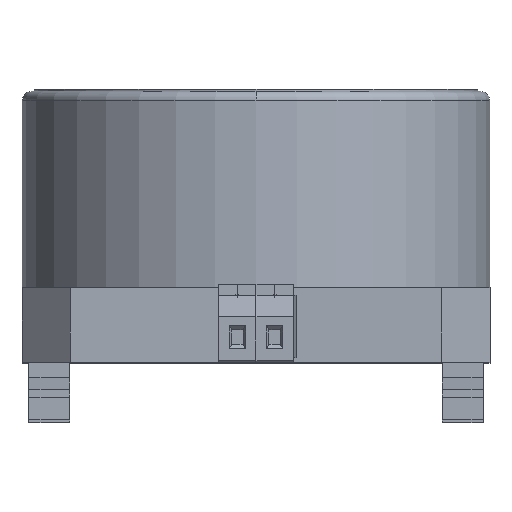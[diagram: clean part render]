
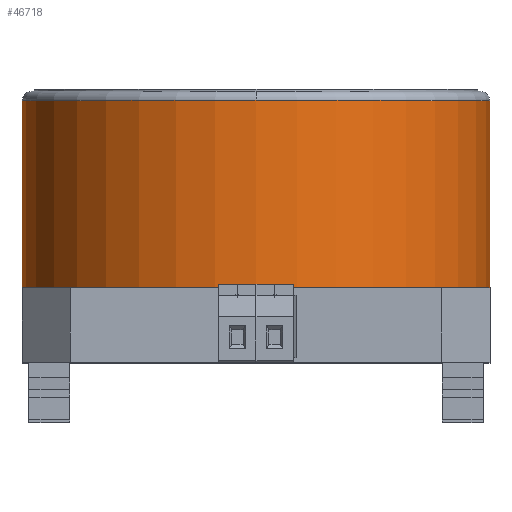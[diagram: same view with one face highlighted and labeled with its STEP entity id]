
A CAD part, top view. The second image highlights one B-rep face of the part: STEP entity #46718.
In plain terms, the highlighted cylindrical face has radius 62.75 mm (diameter 125.5 mm), a partial arc.
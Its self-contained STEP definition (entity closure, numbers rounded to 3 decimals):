
#137 = CARTESIAN_POINT ( 'NONE',  ( 0., 70.3, 0. ) ) ;
#372 = DIRECTION ( 'NONE',  ( 0., 1., 0. ) ) ;
#4637 = CARTESIAN_POINT ( 'NONE',  ( 0., 20., 0. ) ) ;
#4757 = CIRCLE ( 'NONE', #57861, 62.75 ) ;
#5209 = VERTEX_POINT ( 'NONE', #28874 ) ;
#6169 = CARTESIAN_POINT ( 'NONE',  ( 62.75, 20., 0. ) ) ;
#10225 = DIRECTION ( 'NONE',  ( 0., 1., 0. ) ) ;
#12262 = DIRECTION ( 'NONE',  ( 0., -1., 0. ) ) ;
#13272 = DIRECTION ( 'NONE',  ( 0.707, 0., -0.707 ) ) ;
#13925 = CIRCLE ( 'NONE', #24386, 62.75 ) ;
#14426 = EDGE_CURVE ( 'NONE', #40230, #19562, #72388, .T. ) ;
#16370 = EDGE_CURVE ( 'NONE', #33276, #40230, #76695, .T. ) ;
#16729 = CARTESIAN_POINT ( 'NONE',  ( -62.75, 20., 0. ) ) ;
#19562 = VERTEX_POINT ( 'NONE', #34319 ) ;
#20367 = ORIENTED_EDGE ( 'NONE', *, *, #46357, .T. ) ;
#22730 = CARTESIAN_POINT ( 'NONE',  ( -62.75, 20., 0. ) ) ;
#24151 = ORIENTED_EDGE ( 'NONE', *, *, #28652, .T. ) ;
#24386 = AXIS2_PLACEMENT_3D ( 'NONE', #137, #12262, #72523 ) ;
#28652 = EDGE_CURVE ( 'NONE', #52017, #5209, #4757, .T. ) ;
#28874 = CARTESIAN_POINT ( 'NONE',  ( -62.75, 70.3, 0. ) ) ;
#33128 = EDGE_CURVE ( 'NONE', #33276, #5209, #64828, .T. ) ;
#33276 = VERTEX_POINT ( 'NONE', #16729 ) ;
#34319 = CARTESIAN_POINT ( 'NONE',  ( 62.75, 70.3, 0. ) ) ;
#37096 = DIRECTION ( 'NONE',  ( 0., -1., 0. ) ) ;
#40230 = VERTEX_POINT ( 'NONE', #68580 ) ;
#45472 = AXIS2_PLACEMENT_3D ( 'NONE', #4637, #10225, #45845 ) ;
#45845 = DIRECTION ( 'NONE',  ( 1., 0., 0. ) ) ;
#46215 = CARTESIAN_POINT ( 'NONE',  ( 0., 20., 0. ) ) ;
#46357 = EDGE_CURVE ( 'NONE', #19562, #52017, #13925, .T. ) ;
#46718 = ADVANCED_FACE ( 'NONE', ( #71940 ), #75707, .T. ) ;
#47044 = VECTOR ( 'NONE', #372, 1000. ) ;
#52017 = VERTEX_POINT ( 'NONE', #69378 ) ;
#53462 = DIRECTION ( 'NONE',  ( 0., 1., 0. ) ) ;
#54714 = CARTESIAN_POINT ( 'NONE',  ( 0., 70.3, 0. ) ) ;
#57861 = AXIS2_PLACEMENT_3D ( 'NONE', #54714, #37096, #13272 ) ;
#58075 = DIRECTION ( 'NONE',  ( 1., 0., 0. ) ) ;
#59799 = ORIENTED_EDGE ( 'NONE', *, *, #33128, .F. ) ;
#62070 = VECTOR ( 'NONE', #53462, 1000. ) ;
#64828 = LINE ( 'NONE', #22730, #62070 ) ;
#66711 = ORIENTED_EDGE ( 'NONE', *, *, #14426, .T. ) ;
#66889 = ORIENTED_EDGE ( 'NONE', *, *, #16370, .T. ) ;
#68580 = CARTESIAN_POINT ( 'NONE',  ( 62.75, 20., 0. ) ) ;
#69378 = CARTESIAN_POINT ( 'NONE',  ( 0., 70.3, 62.75 ) ) ;
#71940 = FACE_OUTER_BOUND ( 'NONE', #74169, .T. ) ;
#72388 = LINE ( 'NONE', #6169, #47044 ) ;
#72523 = DIRECTION ( 'NONE',  ( 0.707, 0., -0.707 ) ) ;
#72641 = AXIS2_PLACEMENT_3D ( 'NONE', #46215, #75582, #58075 ) ;
#74169 = EDGE_LOOP ( 'NONE', ( #59799, #66889, #66711, #20367, #24151 ) ) ;
#75582 = DIRECTION ( 'NONE',  ( 0., 1., 0. ) ) ;
#75707 = CYLINDRICAL_SURFACE ( 'NONE', #72641, 62.75 ) ;
#76695 = CIRCLE ( 'NONE', #45472, 62.75 ) ;
